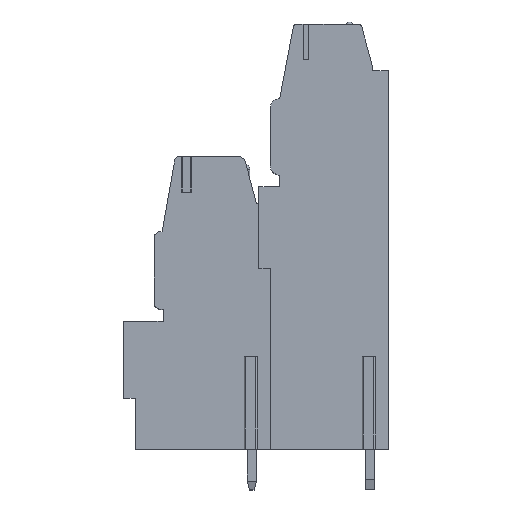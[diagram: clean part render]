
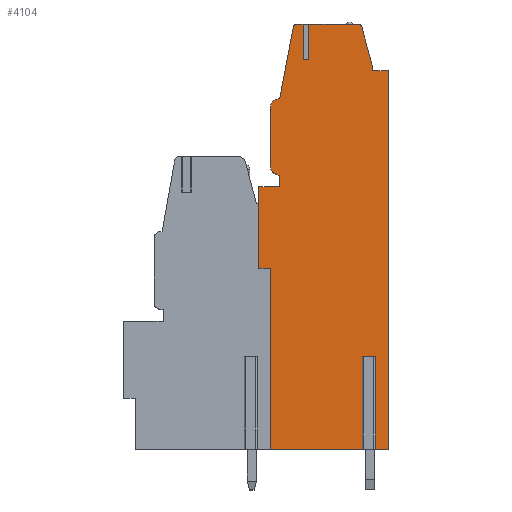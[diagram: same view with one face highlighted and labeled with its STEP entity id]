
A CAD part, top view. The second image highlights one B-rep face of the part: STEP entity #4104.
In plain terms, the highlighted planar face has unit normal (0, 0, 1).
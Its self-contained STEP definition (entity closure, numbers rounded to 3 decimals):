
#13=DIRECTION('',(0.,1.,0.));
#14=VECTOR('',#13,15.6);
#15=CARTESIAN_POINT('',(1.,-19.1,7.62));
#16=LINE('',#15,#14);
#17=DIRECTION('',(1.,0.,0.));
#18=VECTOR('',#17,1.);
#19=CARTESIAN_POINT('',(0.,-3.5,7.62));
#20=LINE('',#19,#18);
#21=DIRECTION('',(-1.,0.,0.));
#22=VECTOR('',#21,1.8);
#23=CARTESIAN_POINT('',(1.8,3.5,7.62));
#24=LINE('',#23,#22);
#25=DIRECTION('',(0.,-1.,0.));
#26=VECTOR('',#25,1.);
#27=CARTESIAN_POINT('',(1.8,4.5,7.62));
#28=LINE('',#27,#26);
#29=CARTESIAN_POINT('',(1.8,5.3,7.62));
#30=DIRECTION('',(0.,0.,1.));
#31=DIRECTION('',(-1.,0.,0.));
#32=AXIS2_PLACEMENT_3D('',#29,#30,#31);
#34=DIRECTION('',(0.,-1.,0.));
#35=VECTOR('',#34,5.);
#36=CARTESIAN_POINT('',(1.,10.3,7.62));
#37=LINE('',#36,#35);
#38=CARTESIAN_POINT('',(1.8,10.3,7.62));
#39=DIRECTION('',(0.,0.,1.));
#40=DIRECTION('',(0.,1.,0.));
#41=AXIS2_PLACEMENT_3D('',#38,#39,#40);
#43=DIRECTION('',(-0.186,-0.983,0.));
#44=VECTOR('',#43,6.265);
#45=CARTESIAN_POINT('',(2.964,17.256,7.62));
#46=LINE('',#45,#44);
#47=CARTESIAN_POINT('',(3.259,17.2,7.62));
#48=DIRECTION('',(0.,0.,1.));
#49=DIRECTION('',(0.,1.,0.));
#50=AXIS2_PLACEMENT_3D('',#47,#48,#49);
#52=DIRECTION('',(-1.,0.,0.));
#53=VECTOR('',#52,0.551);
#54=CARTESIAN_POINT('',(3.81,17.5,7.62));
#55=LINE('',#54,#53);
#56=DIRECTION('',(0.,-1.,0.));
#57=VECTOR('',#56,3.05);
#58=CARTESIAN_POINT('',(3.81,17.5,7.62));
#59=LINE('',#58,#57);
#60=DIRECTION('',(1.,0.,0.));
#61=VECTOR('',#60,0.5);
#62=CARTESIAN_POINT('',(3.81,14.45,7.62));
#63=LINE('',#62,#61);
#64=DIRECTION('',(0.,-1.,0.));
#65=VECTOR('',#64,3.05);
#66=CARTESIAN_POINT('',(4.31,17.5,7.62));
#67=LINE('',#66,#65);
#68=DIRECTION('',(-1.,0.,0.));
#69=VECTOR('',#68,4.27);
#70=CARTESIAN_POINT('',(8.58,17.5,7.62));
#71=LINE('',#70,#69);
#72=CARTESIAN_POINT('',(8.58,17.2,7.62));
#73=DIRECTION('',(0.,0.,1.));
#74=DIRECTION('',(0.965,0.261,0.));
#75=AXIS2_PLACEMENT_3D('',#72,#73,#74);
#77=DIRECTION('',(-0.261,0.965,0.));
#78=VECTOR('',#77,3.539);
#79=CARTESIAN_POINT('',(9.792,13.861,7.62));
#80=LINE('',#79,#78);
#81=DIRECTION('',(-0.035,0.999,0.));
#82=VECTOR('',#81,0.361);
#83=CARTESIAN_POINT('',(9.805,13.5,7.62));
#84=LINE('',#83,#82);
#85=DIRECTION('',(-1.,0.,0.));
#86=VECTOR('',#85,1.355);
#87=CARTESIAN_POINT('',(11.16,13.5,7.62));
#88=LINE('',#87,#86);
#89=DIRECTION('',(0.,1.,0.));
#90=VECTOR('',#89,32.6);
#91=CARTESIAN_POINT('',(11.16,-19.1,7.62));
#92=LINE('',#91,#90);
#93=DIRECTION('',(1.,0.,0.));
#94=VECTOR('',#93,1.39);
#95=CARTESIAN_POINT('',(9.77,-19.1,7.62));
#96=LINE('',#95,#94);
#97=DIRECTION('',(0.,1.,0.));
#98=VECTOR('',#97,8.);
#99=CARTESIAN_POINT('',(9.77,-19.1,7.62));
#100=LINE('',#99,#98);
#101=DIRECTION('',(-1.,0.,0.));
#102=VECTOR('',#101,0.62);
#103=CARTESIAN_POINT('',(9.77,-11.1,7.62));
#104=LINE('',#103,#102);
#105=DIRECTION('',(0.,1.,0.));
#106=VECTOR('',#105,8.);
#107=CARTESIAN_POINT('',(9.15,-19.1,7.62));
#108=LINE('',#107,#106);
#109=DIRECTION('',(1.,0.,0.));
#110=VECTOR('',#109,8.15);
#111=CARTESIAN_POINT('',(1.,-19.1,7.62));
#112=LINE('',#111,#110);
#281=DIRECTION('',(0.,-1.,0.));
#282=VECTOR('',#281,7.);
#283=CARTESIAN_POINT('',(0.,3.5,7.62));
#284=LINE('',#283,#282);
#3153=CARTESIAN_POINT('',(11.16,-19.1,7.62));
#3154=CARTESIAN_POINT('',(11.16,13.5,7.62));
#3155=VERTEX_POINT('',#3153);
#3156=VERTEX_POINT('',#3154);
#3157=CARTESIAN_POINT('',(9.805,13.5,7.62));
#3158=VERTEX_POINT('',#3157);
#3159=CARTESIAN_POINT('',(9.792,13.861,7.62));
#3160=VERTEX_POINT('',#3159);
#3161=CARTESIAN_POINT('',(8.87,17.278,7.62));
#3162=VERTEX_POINT('',#3161);
#3163=CARTESIAN_POINT('',(8.58,17.5,7.62));
#3164=VERTEX_POINT('',#3163);
#3165=CARTESIAN_POINT('',(3.259,17.5,7.62));
#3166=CARTESIAN_POINT('',(2.964,17.256,7.62));
#3167=VERTEX_POINT('',#3165);
#3168=VERTEX_POINT('',#3166);
#3169=CARTESIAN_POINT('',(1.8,11.1,7.62));
#3170=VERTEX_POINT('',#3169);
#3171=CARTESIAN_POINT('',(1.,10.3,7.62));
#3172=VERTEX_POINT('',#3171);
#3173=CARTESIAN_POINT('',(1.,5.3,7.62));
#3174=VERTEX_POINT('',#3173);
#3175=CARTESIAN_POINT('',(1.8,4.5,7.62));
#3176=VERTEX_POINT('',#3175);
#3177=CARTESIAN_POINT('',(1.8,3.5,7.62));
#3178=VERTEX_POINT('',#3177);
#3179=CARTESIAN_POINT('',(0.,3.5,7.62));
#3180=VERTEX_POINT('',#3179);
#3265=CARTESIAN_POINT('',(9.77,-11.1,7.62));
#3266=CARTESIAN_POINT('',(9.15,-11.1,7.62));
#3267=VERTEX_POINT('',#3265);
#3268=VERTEX_POINT('',#3266);
#3269=CARTESIAN_POINT('',(9.77,-19.1,7.62));
#3270=VERTEX_POINT('',#3269);
#3271=CARTESIAN_POINT('',(9.15,-19.1,7.62));
#3272=VERTEX_POINT('',#3271);
#3273=CARTESIAN_POINT('',(1.,-19.1,7.62));
#3274=VERTEX_POINT('',#3273);
#3311=CARTESIAN_POINT('',(3.81,14.45,7.62));
#3312=CARTESIAN_POINT('',(4.31,14.45,7.62));
#3313=VERTEX_POINT('',#3311);
#3314=VERTEX_POINT('',#3312);
#3315=CARTESIAN_POINT('',(3.81,17.5,7.62));
#3316=VERTEX_POINT('',#3315);
#3321=CARTESIAN_POINT('',(4.31,17.5,7.62));
#3322=VERTEX_POINT('',#3321);
#4005=CARTESIAN_POINT('',(1.,-3.5,7.62));
#4006=VERTEX_POINT('',#4005);
#4007=CARTESIAN_POINT('',(0.,-3.5,7.62));
#4008=VERTEX_POINT('',#4007);
#4047=CARTESIAN_POINT('',(0.,0.,7.62));
#4048=DIRECTION('',(0.,0.,1.));
#4049=DIRECTION('',(1.,0.,0.));
#4050=AXIS2_PLACEMENT_3D('',#4047,#4048,#4049);
#4051=PLANE('',#4050);
#4053=ORIENTED_EDGE('',*,*,#4052,.T.);
#4055=ORIENTED_EDGE('',*,*,#4054,.F.);
#4057=ORIENTED_EDGE('',*,*,#4056,.F.);
#4059=ORIENTED_EDGE('',*,*,#4058,.F.);
#4061=ORIENTED_EDGE('',*,*,#4060,.F.);
#4063=ORIENTED_EDGE('',*,*,#4062,.F.);
#4065=ORIENTED_EDGE('',*,*,#4064,.F.);
#4067=ORIENTED_EDGE('',*,*,#4066,.F.);
#4069=ORIENTED_EDGE('',*,*,#4068,.F.);
#4071=ORIENTED_EDGE('',*,*,#4070,.F.);
#4073=ORIENTED_EDGE('',*,*,#4072,.F.);
#4075=ORIENTED_EDGE('',*,*,#4074,.T.);
#4077=ORIENTED_EDGE('',*,*,#4076,.T.);
#4079=ORIENTED_EDGE('',*,*,#4078,.F.);
#4081=ORIENTED_EDGE('',*,*,#4080,.F.);
#4083=ORIENTED_EDGE('',*,*,#4082,.F.);
#4085=ORIENTED_EDGE('',*,*,#4084,.F.);
#4087=ORIENTED_EDGE('',*,*,#4086,.F.);
#4089=ORIENTED_EDGE('',*,*,#4088,.F.);
#4091=ORIENTED_EDGE('',*,*,#4090,.F.);
#4093=ORIENTED_EDGE('',*,*,#4092,.F.);
#4095=ORIENTED_EDGE('',*,*,#4094,.T.);
#4097=ORIENTED_EDGE('',*,*,#4096,.T.);
#4099=ORIENTED_EDGE('',*,*,#4098,.F.);
#4101=ORIENTED_EDGE('',*,*,#4100,.F.);
#4102=EDGE_LOOP('',(#4053,#4055,#4057,#4059,#4061,#4063,#4065,#4067,#4069,#4071,
#4073,#4075,#4077,#4079,#4081,#4083,#4085,#4087,#4089,#4091,#4093,#4095,#4097,
#4099,#4101));
#4103=FACE_OUTER_BOUND('',#4102,.F.);
#33=CIRCLE('',#32,0.8);
#42=CIRCLE('',#41,0.8);
#51=CIRCLE('',#50,0.3);
#76=CIRCLE('',#75,0.3);
#4052=EDGE_CURVE('',#3274,#4006,#16,.T.);
#4054=EDGE_CURVE('',#4008,#4006,#20,.T.);
#4056=EDGE_CURVE('',#3180,#4008,#284,.T.);
#4058=EDGE_CURVE('',#3178,#3180,#24,.T.);
#4060=EDGE_CURVE('',#3176,#3178,#28,.T.);
#4062=EDGE_CURVE('',#3174,#3176,#33,.T.);
#4064=EDGE_CURVE('',#3172,#3174,#37,.T.);
#4066=EDGE_CURVE('',#3170,#3172,#42,.T.);
#4068=EDGE_CURVE('',#3168,#3170,#46,.T.);
#4070=EDGE_CURVE('',#3167,#3168,#51,.T.);
#4072=EDGE_CURVE('',#3316,#3167,#55,.T.);
#4074=EDGE_CURVE('',#3316,#3313,#59,.T.);
#4076=EDGE_CURVE('',#3313,#3314,#63,.T.);
#4078=EDGE_CURVE('',#3322,#3314,#67,.T.);
#4080=EDGE_CURVE('',#3164,#3322,#71,.T.);
#4082=EDGE_CURVE('',#3162,#3164,#76,.T.);
#4084=EDGE_CURVE('',#3160,#3162,#80,.T.);
#4086=EDGE_CURVE('',#3158,#3160,#84,.T.);
#4088=EDGE_CURVE('',#3156,#3158,#88,.T.);
#4090=EDGE_CURVE('',#3155,#3156,#92,.T.);
#4092=EDGE_CURVE('',#3270,#3155,#96,.T.);
#4094=EDGE_CURVE('',#3270,#3267,#100,.T.);
#4096=EDGE_CURVE('',#3267,#3268,#104,.T.);
#4098=EDGE_CURVE('',#3272,#3268,#108,.T.);
#4100=EDGE_CURVE('',#3274,#3272,#112,.T.);
#4104=ADVANCED_FACE('',(#4103),#4051,.T.);
